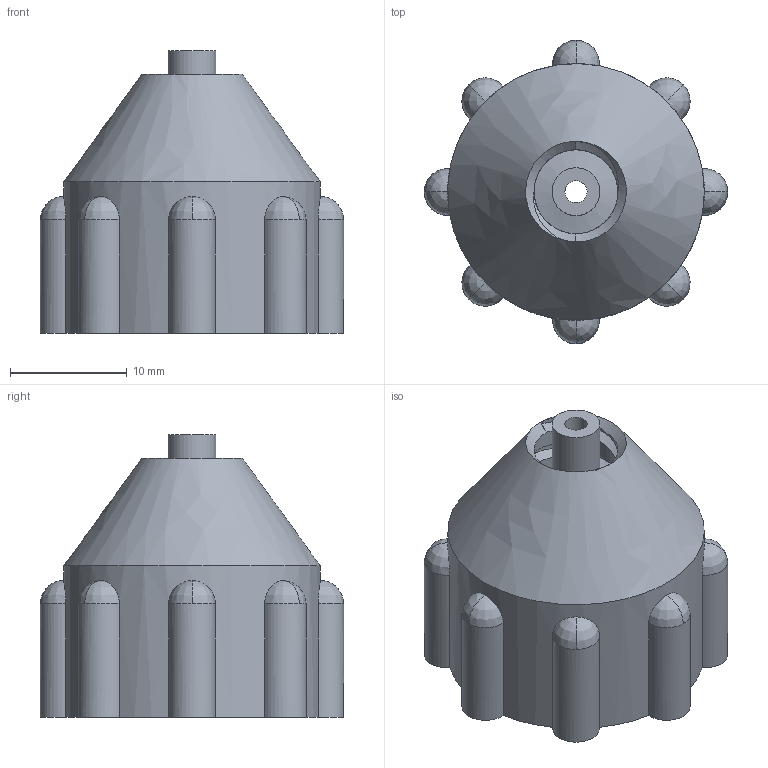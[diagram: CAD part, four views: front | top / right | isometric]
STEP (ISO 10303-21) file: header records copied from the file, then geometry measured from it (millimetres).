
FILE_DESCRIPTION(/* description */ (''),/* implementation_level */ '2;1');
FILE_NAME(/* name */ 'Leimflasche-Syringe_thread',/* time_stamp */ '2025-12-01T10:25:07+01:00',/* author */ (''),/* organization */ (''),/* preprocessor_version */ 'ST-DEVELOPER v19.2',/* originating_system */ 'Rhino 8.26',/* authorisation */ '');
FILE_SCHEMA (('CONFIG_CONTROL_DESIGN'));
Length unit declared in the file: millimetre
Products named in the file (1): Document
Bounding box: 26 x 26 x 24.22 mm (x, y, z)
Volume: 4257.5 mm3; surface area: 3591.7 mm2
Topology: 1 solids, 1 shells, 61 faces, 180 edges, 107 vertices
Faces by surface type: bspline 31, cylinder 22, plane 8
Full cylindrical faces by diameter (mm): 1.9 x1, 4.1 x1, 9.85 x1, 12.25 x1, 18.6 x3, 22 x1
Entity records: 11625 total; most frequent: CARTESIAN_POINT 10311, ORIENTED_EDGE 328, EDGE_CURVE 164, DIRECTION 152, VERTEX_POINT 107, AXIS2_PLACEMENT_3D 91, EDGE_LOOP 65, ADVANCED_FACE 61
